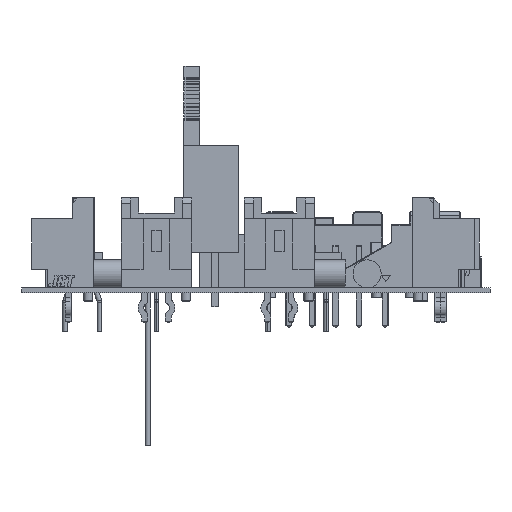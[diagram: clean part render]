
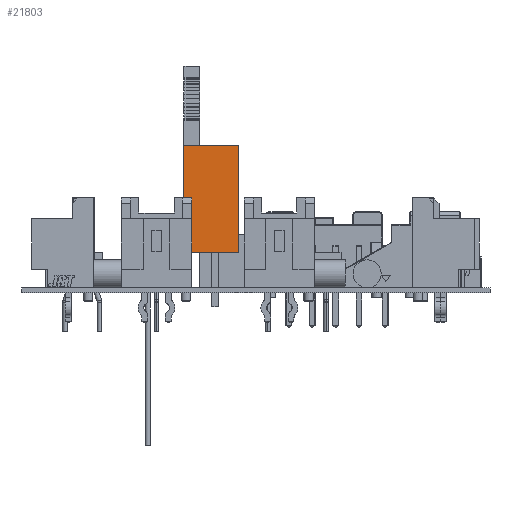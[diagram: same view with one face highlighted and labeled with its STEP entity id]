
A CAD part, front view. The second image highlights one B-rep face of the part: STEP entity #21803.
In plain terms, the highlighted planar face has unit normal (0, -1, 0).
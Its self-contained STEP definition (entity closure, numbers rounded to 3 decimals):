
#21705 = EDGE_CURVE('',#21706,#21708,#21710,.T.);
#21706 = VERTEX_POINT('',#21707);
#21707 = CARTESIAN_POINT('',(2.35,-5.1,0.));
#21708 = VERTEX_POINT('',#21709);
#21709 = CARTESIAN_POINT('',(2.35,-5.1,9.2));
#21710 = LINE('',#21711,#21712);
#21711 = CARTESIAN_POINT('',(2.35,-5.1,0.));
#21712 = VECTOR('',#21713,1.);
#21713 = DIRECTION('',(0.,0.,1.));
#21778 = VERTEX_POINT('',#21779);
#21779 = CARTESIAN_POINT('',(-2.35,-5.1,9.2));
#21785 = EDGE_CURVE('',#21786,#21778,#21788,.T.);
#21786 = VERTEX_POINT('',#21787);
#21787 = CARTESIAN_POINT('',(-2.35,-5.1,0.));
#21788 = LINE('',#21789,#21790);
#21789 = CARTESIAN_POINT('',(-2.35,-5.1,0.));
#21790 = VECTOR('',#21791,1.);
#21791 = DIRECTION('',(0.,0.,1.));
#21803 = ADVANCED_FACE('',(#21804),#21820,.F.);
#21804 = FACE_BOUND('',#21805,.F.);
#21805 = EDGE_LOOP('',(#21806,#21807,#21813,#21814));
#21806 = ORIENTED_EDGE('',*,*,#21785,.T.);
#21807 = ORIENTED_EDGE('',*,*,#21808,.T.);
#21808 = EDGE_CURVE('',#21778,#21708,#21809,.T.);
#21809 = LINE('',#21810,#21811);
#21810 = CARTESIAN_POINT('',(-2.35,-5.1,9.2));
#21811 = VECTOR('',#21812,1.);
#21812 = DIRECTION('',(1.,0.,0.));
#21813 = ORIENTED_EDGE('',*,*,#21705,.F.);
#21814 = ORIENTED_EDGE('',*,*,#21815,.F.);
#21815 = EDGE_CURVE('',#21786,#21706,#21816,.T.);
#21816 = LINE('',#21817,#21818);
#21817 = CARTESIAN_POINT('',(-2.35,-5.1,0.));
#21818 = VECTOR('',#21819,1.);
#21819 = DIRECTION('',(1.,0.,0.));
#21820 = PLANE('',#21821);
#21821 = AXIS2_PLACEMENT_3D('',#21822,#21823,#21824);
#21822 = CARTESIAN_POINT('',(-2.35,-5.1,0.));
#21823 = DIRECTION('',(0.,1.,0.));
#21824 = DIRECTION('',(1.,0.,0.));
